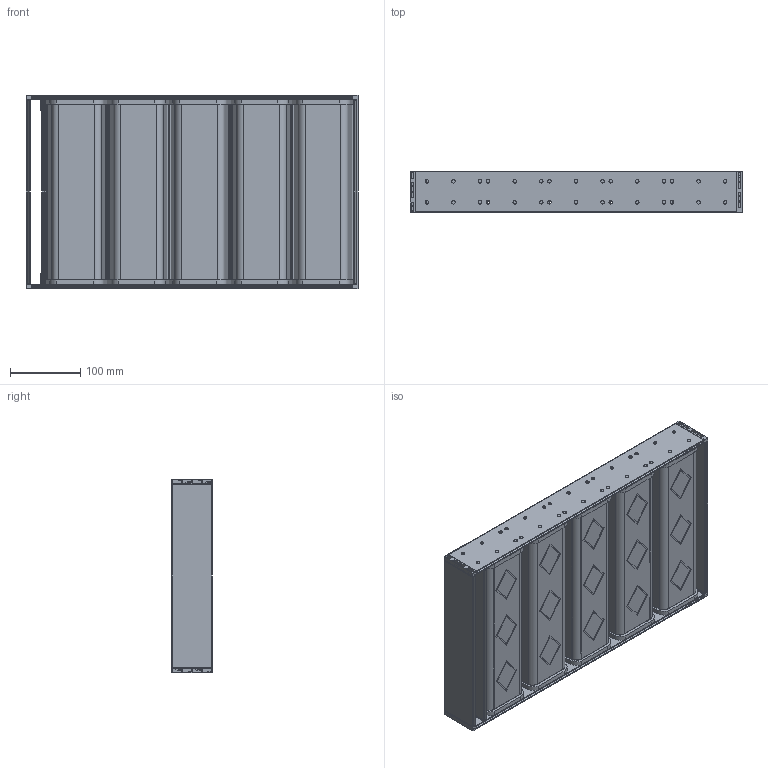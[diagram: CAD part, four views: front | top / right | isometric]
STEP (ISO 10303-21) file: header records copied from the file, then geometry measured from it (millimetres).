
FILE_DESCRIPTION (( 'STEP AP214' ), '1' );
FILE_NAME ('F000693,F000696,F000699_3D.step', '2022-10-10T14:24:06', ( '' ), ( '' ), 'SwSTEP 2.0', 'SolidWorks 2020', '' );
FILE_SCHEMA (( 'AUTOMOTIVE_DESIGN' ));
Length unit declared in the file: millimetre
Products named in the file (5): F000729,F000732,F000735_3D; F000738,F000741,F000744_3D; F000693,F000696,F000699_3D; F000721,F000724,F000727_3D; F000718_3D
Assembly tree (10 placements, depth 2):
  F000693,F000696,F000699_3D
    F000729,F000732,F000735_3D  x2
    F000738,F000741,F000744_3D
    F000721,F000724,F000727_3D  x2
    F000718_3D  x5
Bounding box: 474 x 58 x 276 mm (x, y, z)
Volume: 556175.8 mm3; surface area: 1024985.5 mm2
Topology: 31 solids, 31 shells, 995 faces, 2658 edges, 1752 vertices
Faces by surface type: plane 535, cylinder 460
Entity records: 15695 total; most frequent: CARTESIAN_POINT 2726, DIRECTION 2630, ORIENTED_EDGE 2604, EDGE_CURVE 1302, LINE 902, VECTOR 902, VERTEX_POINT 864, AXIS2_PLACEMENT_3D 864
